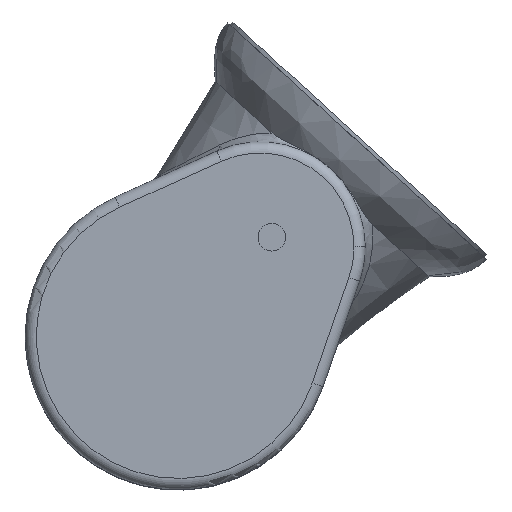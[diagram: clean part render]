
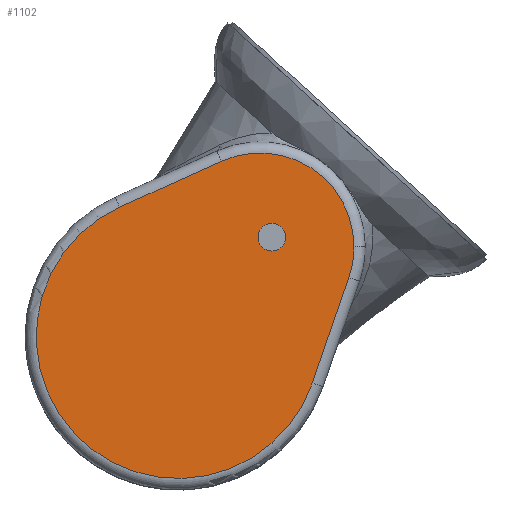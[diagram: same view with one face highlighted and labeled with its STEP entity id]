
A CAD part, top view. The second image highlights one B-rep face of the part: STEP entity #1102.
In plain terms, the highlighted planar face has unit normal (0, 0, 1).
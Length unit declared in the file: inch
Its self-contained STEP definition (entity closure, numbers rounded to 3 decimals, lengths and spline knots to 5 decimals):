
#13 = CIRCLE ( 'NONE', #1360, 1.77938 ) ;
#26 = DIRECTION ( 'NONE',  ( 1., 0., 0. ) ) ;
#65 = CARTESIAN_POINT ( 'NONE',  ( -13.22255, -8.17747, 3.58975 ) ) ;
#82 = DIRECTION ( 'NONE',  ( 0.327, 0.945, 0. ) ) ;
#132 = CARTESIAN_POINT ( 'NONE',  ( -14.32951, -5.72557, 3.58975 ) ) ;
#190 = VERTEX_POINT ( 'NONE', #461 ) ;
#194 = DIRECTION ( 'NONE',  ( 1., 0., 0. ) ) ;
#248 = VERTEX_POINT ( 'NONE', #1359 ) ;
#281 = CARTESIAN_POINT ( 'NONE',  ( -12.40277, -4.8557, 3.58975 ) ) ;
#344 = DIRECTION ( 'NONE',  ( 1., 0., 0. ) ) ;
#366 = EDGE_CURVE ( 'NONE', #1197, #190, #400, .T. ) ;
#372 = ORIENTED_EDGE ( 'NONE', *, *, #466, .F. ) ;
#394 = VERTEX_POINT ( 'NONE', #1108 ) ;
#400 = CIRCLE ( 'NONE', #1252, 0.26282 ) ;
#461 = CARTESIAN_POINT ( 'NONE',  ( -11.70968, -6.29475, 3.58975 ) ) ;
#466 = EDGE_CURVE ( 'NONE', #190, #1197, #761, .T. ) ;
#473 = CARTESIAN_POINT ( 'NONE',  ( -11.6706, -6.47746, 3.58975 ) ) ;
#544 = AXIS2_PLACEMENT_3D ( 'NONE', #1582, #672, #1132 ) ;
#621 = CARTESIAN_POINT ( 'NONE',  ( -13.22255, -8.17747, 3.58975 ) ) ;
#640 = CIRCLE ( 'NONE', #956, 1.77938 ) ;
#672 = DIRECTION ( 'NONE',  ( 0., 0., 1. ) ) ;
#673 = DIRECTION ( 'NONE',  ( 0., 0., 1. ) ) ;
#692 = VERTEX_POINT ( 'NONE', #281 ) ;
#714 = ORIENTED_EDGE ( 'NONE', *, *, #1581, .T. ) ;
#761 = CIRCLE ( 'NONE', #544, 0.26282 ) ;
#787 = ORIENTED_EDGE ( 'NONE', *, *, #1477, .T. ) ;
#797 = LINE ( 'NONE', #999, #1583 ) ;
#900 = VECTOR ( 'NONE', #1398, 39.37008 ) ;
#949 = CIRCLE ( 'NONE', #1241, 2.6902 ) ;
#956 = AXIS2_PLACEMENT_3D ( 'NONE', #473, #970, #194 ) ;
#965 = EDGE_LOOP ( 'NONE', ( #1551, #1833, #787, #1795, #714 ) ) ;
#970 = DIRECTION ( 'NONE',  ( 0., 0., 1. ) ) ;
#999 = CARTESIAN_POINT ( 'NONE',  ( -9.98902, -7.05924, 3.58975 ) ) ;
#1102 = ADVANCED_FACE ( 'NONE', ( #1538, #1738 ), #1238, .T. ) ;
#1108 = CARTESIAN_POINT ( 'NONE',  ( -10.68021, -9.05705, 3.58975 ) ) ;
#1126 = LINE ( 'NONE', #1836, #900 ) ;
#1132 = DIRECTION ( 'NONE',  ( 1., 0., 0. ) ) ;
#1133 = DIRECTION ( 'NONE',  ( 1., 0., 0. ) ) ;
#1176 = ORIENTED_EDGE ( 'NONE', *, *, #366, .F. ) ;
#1197 = VERTEX_POINT ( 'NONE', #1545 ) ;
#1238 = PLANE ( 'NONE',  #1822 ) ;
#1241 = AXIS2_PLACEMENT_3D ( 'NONE', #65, #673, #1133 ) ;
#1252 = AXIS2_PLACEMENT_3D ( 'NONE', #1259, #1526, #26 ) ;
#1259 = CARTESIAN_POINT ( 'NONE',  ( -11.44686, -6.29475, 3.58975 ) ) ;
#1287 = EDGE_CURVE ( 'NONE', #692, #1851, #1126, .T. ) ;
#1359 = CARTESIAN_POINT ( 'NONE',  ( -9.89122, -6.47746, 3.58975 ) ) ;
#1360 = AXIS2_PLACEMENT_3D ( 'NONE', #1576, #1720, #344 ) ;
#1364 = DIRECTION ( 'NONE',  ( 0., 0., 1. ) ) ;
#1398 = DIRECTION ( 'NONE',  ( -0.911, -0.411, 0. ) ) ;
#1410 = EDGE_LOOP ( 'NONE', ( #1176, #372 ) ) ;
#1436 = CARTESIAN_POINT ( 'NONE',  ( -9.98902, -7.05924, 3.58975 ) ) ;
#1477 = EDGE_CURVE ( 'NONE', #248, #692, #640, .T. ) ;
#1526 = DIRECTION ( 'NONE',  ( 0., 0., 1. ) ) ;
#1538 = FACE_BOUND ( 'NONE', #1410, .T. ) ;
#1545 = CARTESIAN_POINT ( 'NONE',  ( -11.18404, -6.29475, 3.58975 ) ) ;
#1551 = ORIENTED_EDGE ( 'NONE', *, *, #1679, .T. ) ;
#1576 = CARTESIAN_POINT ( 'NONE',  ( -11.6706, -6.47746, 3.58975 ) ) ;
#1581 = EDGE_CURVE ( 'NONE', #1851, #394, #949, .T. ) ;
#1582 = CARTESIAN_POINT ( 'NONE',  ( -11.44686, -6.29475, 3.58975 ) ) ;
#1583 = VECTOR ( 'NONE', #82, 39.37008 ) ;
#1619 = EDGE_CURVE ( 'NONE', #1796, #248, #13, .T. ) ;
#1676 = DIRECTION ( 'NONE',  ( 1., 0., 0. ) ) ;
#1679 = EDGE_CURVE ( 'NONE', #394, #1796, #797, .T. ) ;
#1720 = DIRECTION ( 'NONE',  ( 0., 0., 1. ) ) ;
#1738 = FACE_OUTER_BOUND ( 'NONE', #965, .T. ) ;
#1795 = ORIENTED_EDGE ( 'NONE', *, *, #1287, .T. ) ;
#1796 = VERTEX_POINT ( 'NONE', #1436 ) ;
#1822 = AXIS2_PLACEMENT_3D ( 'NONE', #621, #1364, #1676 ) ;
#1833 = ORIENTED_EDGE ( 'NONE', *, *, #1619, .T. ) ;
#1836 = CARTESIAN_POINT ( 'NONE',  ( -14.32951, -5.72557, 3.58975 ) ) ;
#1851 = VERTEX_POINT ( 'NONE', #132 ) ;
